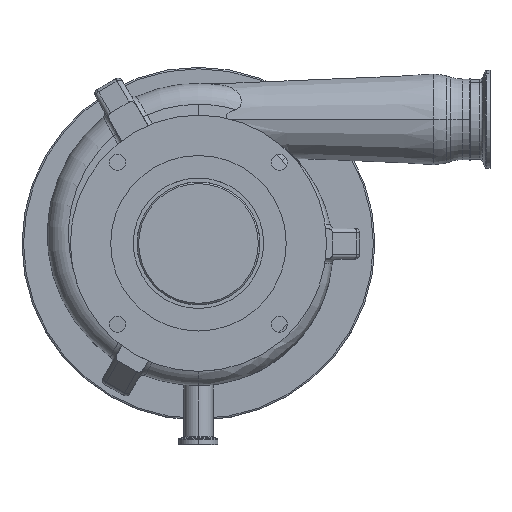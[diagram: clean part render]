
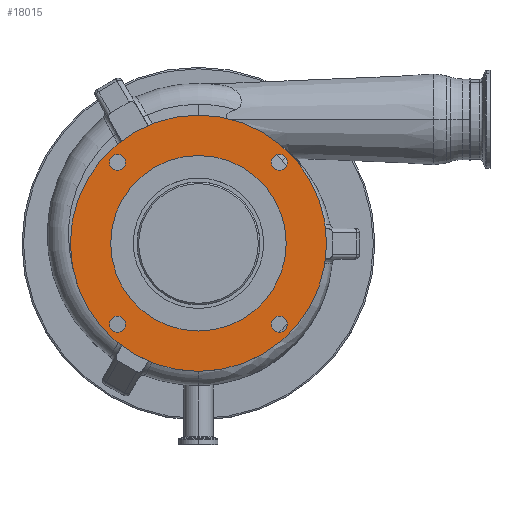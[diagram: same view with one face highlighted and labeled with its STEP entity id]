
A CAD part, top view. The second image highlights one B-rep face of the part: STEP entity #18015.
In plain terms, the highlighted face is planar.
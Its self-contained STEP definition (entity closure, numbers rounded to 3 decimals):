
#232 = CARTESIAN_POINT ( 'NONE',  ( 5.5, 0., 83.5 ) ) ;
#307 = CARTESIAN_POINT ( 'NONE',  ( 5.5, 0., 57.2 ) ) ;
#518 = CIRCLE ( 'NONE', #11579, 5.25 ) ;
#719 = VERTEX_POINT ( 'NONE', #21065 ) ;
#904 = AXIS2_PLACEMENT_3D ( 'NONE', #16000, #14064, #9885 ) ;
#1001 = VERTEX_POINT ( 'NONE', #20661 ) ;
#1057 = EDGE_LOOP ( 'NONE', ( #9982, #10825 ) ) ;
#1254 = EDGE_CURVE ( 'NONE', #11169, #27095, #23447, .T. ) ;
#1284 = DIRECTION ( 'NONE',  ( 0., 0., 1. ) ) ;
#1528 = AXIS2_PLACEMENT_3D ( 'NONE', #18854, #14708, #8590 ) ;
#1618 = FACE_BOUND ( 'NONE', #8592, .T. ) ;
#1883 = EDGE_CURVE ( 'NONE', #9210, #21557, #9060, .T. ) ;
#2224 = ORIENTED_EDGE ( 'NONE', *, *, #20401, .T. ) ;
#2269 = DIRECTION ( 'NONE',  ( -1., 0., 0. ) ) ;
#2942 = AXIS2_PLACEMENT_3D ( 'NONE', #4644, #15463, #14933 ) ;
#3197 = CARTESIAN_POINT ( 'NONE',  ( 5.5, -52.759, -58.009 ) ) ;
#3261 = FACE_BOUND ( 'NONE', #14485, .T. ) ;
#3475 = DIRECTION ( 'NONE',  ( 0., 0., 1. ) ) ;
#3541 = PLANE ( 'NONE',  #12693 ) ;
#3703 = DIRECTION ( 'NONE',  ( -1., 0., 0. ) ) ;
#4644 = CARTESIAN_POINT ( 'NONE',  ( 5.5, -52.759, 52.759 ) ) ;
#5837 = EDGE_LOOP ( 'NONE', ( #19914, #19400 ) ) ;
#5954 = VERTEX_POINT ( 'NONE', #25943 ) ;
#6440 = ORIENTED_EDGE ( 'NONE', *, *, #13899, .F. ) ;
#6555 = VERTEX_POINT ( 'NONE', #24897 ) ;
#7049 = EDGE_CURVE ( 'NONE', #21557, #9210, #23764, .T. ) ;
#7496 = DIRECTION ( 'NONE',  ( 0., 0., 1. ) ) ;
#7633 = DIRECTION ( 'NONE',  ( -1., 0., 0. ) ) ;
#7734 = CARTESIAN_POINT ( 'NONE',  ( 5.5, 52.759, 52.759 ) ) ;
#7851 = FACE_OUTER_BOUND ( 'NONE', #8392, .T. ) ;
#8145 = DIRECTION ( 'NONE',  ( 0., 0., 1. ) ) ;
#8195 = AXIS2_PLACEMENT_3D ( 'NONE', #8845, #14552, #8575 ) ;
#8392 = EDGE_LOOP ( 'NONE', ( #2224, #9070 ) ) ;
#8575 = DIRECTION ( 'NONE',  ( 0., 0., 1. ) ) ;
#8590 = DIRECTION ( 'NONE',  ( 0., 0., 1. ) ) ;
#8592 = EDGE_LOOP ( 'NONE', ( #12200, #6440 ) ) ;
#8607 = CARTESIAN_POINT ( 'NONE',  ( 5.5, -52.759, -47.509 ) ) ;
#8845 = CARTESIAN_POINT ( 'NONE',  ( 5.5, 0., 0. ) ) ;
#9060 = CIRCLE ( 'NONE', #8195, 57.2 ) ;
#9070 = ORIENTED_EDGE ( 'NONE', *, *, #20709, .T. ) ;
#9112 = CIRCLE ( 'NONE', #27239, 5.25 ) ;
#9210 = VERTEX_POINT ( 'NONE', #307 ) ;
#9216 = DIRECTION ( 'NONE',  ( 0., 0., 1. ) ) ;
#9885 = DIRECTION ( 'NONE',  ( 0., 0., 1. ) ) ;
#9982 = ORIENTED_EDGE ( 'NONE', *, *, #22746, .F. ) ;
#10086 = EDGE_CURVE ( 'NONE', #19821, #13188, #518, .T. ) ;
#10502 = AXIS2_PLACEMENT_3D ( 'NONE', #12889, #14994, #23541 ) ;
#10750 = CARTESIAN_POINT ( 'NONE',  ( 5.5, -52.759, 58.009 ) ) ;
#10825 = ORIENTED_EDGE ( 'NONE', *, *, #17684, .F. ) ;
#11169 = VERTEX_POINT ( 'NONE', #8607 ) ;
#11579 = AXIS2_PLACEMENT_3D ( 'NONE', #26739, #20773, #1284 ) ;
#11590 = ORIENTED_EDGE ( 'NONE', *, *, #14805, .F. ) ;
#11722 = CARTESIAN_POINT ( 'NONE',  ( 5.5, 0., 0. ) ) ;
#12013 = DIRECTION ( 'NONE',  ( 0., 0., 1. ) ) ;
#12081 = DIRECTION ( 'NONE',  ( -1., 0., 0. ) ) ;
#12200 = ORIENTED_EDGE ( 'NONE', *, *, #1254, .F. ) ;
#12318 = VERTEX_POINT ( 'NONE', #10750 ) ;
#12693 = AXIS2_PLACEMENT_3D ( 'NONE', #11722, #18527, #12013 ) ;
#12889 = CARTESIAN_POINT ( 'NONE',  ( 5.5, 0., 0. ) ) ;
#13188 = VERTEX_POINT ( 'NONE', #14855 ) ;
#13366 = DIRECTION ( 'NONE',  ( -1., 0., 0. ) ) ;
#13667 = CARTESIAN_POINT ( 'NONE',  ( 5.5, 52.759, -58.009 ) ) ;
#13738 = CARTESIAN_POINT ( 'NONE',  ( 5.5, 0., 0. ) ) ;
#13773 = DIRECTION ( 'NONE',  ( -1., 0., 0. ) ) ;
#13899 = EDGE_CURVE ( 'NONE', #27095, #11169, #17108, .T. ) ;
#14064 = DIRECTION ( 'NONE',  ( -1., 0., 0. ) ) ;
#14485 = EDGE_LOOP ( 'NONE', ( #11590, #15686 ) ) ;
#14552 = DIRECTION ( 'NONE',  ( -1., 0., 0. ) ) ;
#14708 = DIRECTION ( 'NONE',  ( -1., 0., 0. ) ) ;
#14805 = EDGE_CURVE ( 'NONE', #12318, #719, #22831, .T. ) ;
#14855 = CARTESIAN_POINT ( 'NONE',  ( 5.5, 52.759, -47.509 ) ) ;
#14933 = DIRECTION ( 'NONE',  ( 0., 0., 1. ) ) ;
#14994 = DIRECTION ( 'NONE',  ( -1., 0., 0. ) ) ;
#15463 = DIRECTION ( 'NONE',  ( -1., 0., 0. ) ) ;
#15686 = ORIENTED_EDGE ( 'NONE', *, *, #26671, .F. ) ;
#15734 = AXIS2_PLACEMENT_3D ( 'NONE', #19861, #13366, #9216 ) ;
#15755 = CIRCLE ( 'NONE', #1528, 83.5 ) ;
#15893 = FACE_BOUND ( 'NONE', #5837, .T. ) ;
#15999 = DIRECTION ( 'NONE',  ( 0., 0., 1. ) ) ;
#16000 = CARTESIAN_POINT ( 'NONE',  ( 5.5, -52.759, -52.759 ) ) ;
#17093 = AXIS2_PLACEMENT_3D ( 'NONE', #13738, #7633, #3475 ) ;
#17108 = CIRCLE ( 'NONE', #24173, 5.25 ) ;
#17684 = EDGE_CURVE ( 'NONE', #1001, #6555, #18423, .T. ) ;
#17800 = AXIS2_PLACEMENT_3D ( 'NONE', #19026, #2269, #19300 ) ;
#18015 = ADVANCED_FACE ( 'NONE', ( #15893, #25830, #3261, #1618, #24315, #7851 ), #3541, .T. ) ;
#18137 = ORIENTED_EDGE ( 'NONE', *, *, #20152, .F. ) ;
#18423 = CIRCLE ( 'NONE', #26364, 5.25 ) ;
#18527 = DIRECTION ( 'NONE',  ( -1., 0., 0. ) ) ;
#18854 = CARTESIAN_POINT ( 'NONE',  ( 5.5, 0., 0. ) ) ;
#19026 = CARTESIAN_POINT ( 'NONE',  ( 5.5, -52.759, 52.759 ) ) ;
#19300 = DIRECTION ( 'NONE',  ( 0., 0., 1. ) ) ;
#19400 = ORIENTED_EDGE ( 'NONE', *, *, #7049, .F. ) ;
#19821 = VERTEX_POINT ( 'NONE', #13667 ) ;
#19861 = CARTESIAN_POINT ( 'NONE',  ( 5.5, 52.759, 52.759 ) ) ;
#19914 = ORIENTED_EDGE ( 'NONE', *, *, #1883, .F. ) ;
#19988 = CIRCLE ( 'NONE', #17800, 5.25 ) ;
#20152 = EDGE_CURVE ( 'NONE', #13188, #19821, #9112, .T. ) ;
#20401 = EDGE_CURVE ( 'NONE', #20930, #5954, #25025, .T. ) ;
#20661 = CARTESIAN_POINT ( 'NONE',  ( 5.5, 52.759, 47.509 ) ) ;
#20709 = EDGE_CURVE ( 'NONE', #5954, #20930, #15755, .T. ) ;
#20773 = DIRECTION ( 'NONE',  ( -1., 0., 0. ) ) ;
#20930 = VERTEX_POINT ( 'NONE', #232 ) ;
#20992 = CIRCLE ( 'NONE', #15734, 5.25 ) ;
#21065 = CARTESIAN_POINT ( 'NONE',  ( 5.5, -52.759, 47.509 ) ) ;
#21557 = VERTEX_POINT ( 'NONE', #26116 ) ;
#21905 = CARTESIAN_POINT ( 'NONE',  ( 5.5, 52.759, -52.759 ) ) ;
#22746 = EDGE_CURVE ( 'NONE', #6555, #1001, #20992, .T. ) ;
#22831 = CIRCLE ( 'NONE', #2942, 5.25 ) ;
#23447 = CIRCLE ( 'NONE', #904, 5.25 ) ;
#23541 = DIRECTION ( 'NONE',  ( 0., 0., 1. ) ) ;
#23764 = CIRCLE ( 'NONE', #10502, 57.2 ) ;
#24173 = AXIS2_PLACEMENT_3D ( 'NONE', #26463, #12081, #7496 ) ;
#24315 = FACE_BOUND ( 'NONE', #24994, .T. ) ;
#24897 = CARTESIAN_POINT ( 'NONE',  ( 5.5, 52.759, 58.009 ) ) ;
#24994 = EDGE_LOOP ( 'NONE', ( #18137, #25912 ) ) ;
#25025 = CIRCLE ( 'NONE', #17093, 83.5 ) ;
#25830 = FACE_BOUND ( 'NONE', #1057, .T. ) ;
#25912 = ORIENTED_EDGE ( 'NONE', *, *, #10086, .F. ) ;
#25943 = CARTESIAN_POINT ( 'NONE',  ( 5.5, 0., -83.5 ) ) ;
#26116 = CARTESIAN_POINT ( 'NONE',  ( 5.5, 0., -57.2 ) ) ;
#26364 = AXIS2_PLACEMENT_3D ( 'NONE', #7734, #3703, #8145 ) ;
#26463 = CARTESIAN_POINT ( 'NONE',  ( 5.5, -52.759, -52.759 ) ) ;
#26671 = EDGE_CURVE ( 'NONE', #719, #12318, #19988, .T. ) ;
#26739 = CARTESIAN_POINT ( 'NONE',  ( 5.5, 52.759, -52.759 ) ) ;
#27095 = VERTEX_POINT ( 'NONE', #3197 ) ;
#27239 = AXIS2_PLACEMENT_3D ( 'NONE', #21905, #13773, #15999 ) ;
